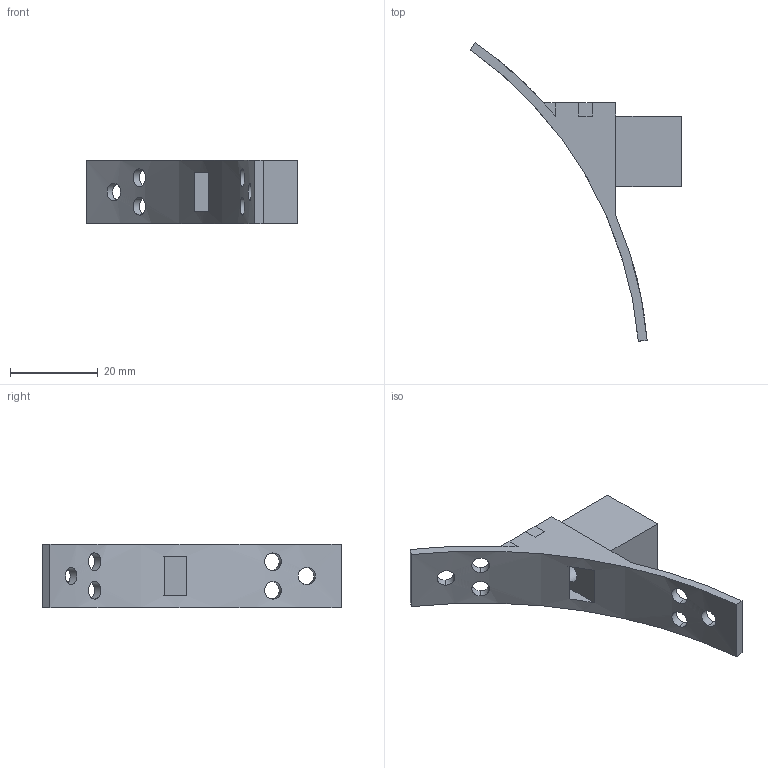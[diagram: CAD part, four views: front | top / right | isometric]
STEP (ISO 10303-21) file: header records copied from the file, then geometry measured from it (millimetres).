
FILE_DESCRIPTION(/* description */ ('VariCAD 2022-1.06 AP-214'),/* implementation_level */ '2;1');
FILE_NAME(/* name */ 'air_inlet.stp',/* time_stamp */ '2022-06-16T22:29:35-05:00',/* author */ (''),/* organization */ (''),/* preprocessor_version */ 'VariCAD 2022-1.06',/* originating_system */ 'VariCAD 2022-1.06; kernel version (20180118)',/* authorisation */ '');
FILE_SCHEMA(('AUTOMOTIVE_DESIGN'));
Length unit declared in the file: millimetre
Products named in the file (2): air_inlet
Assembly tree (1 placements, depth 2):
  air_inlet
    (unnamed)
Bounding box: 48.09 x 67.88 x 14.5 mm (x, y, z)
Volume: 7598.7 mm3; surface area: 4713.1 mm2
Topology: 1 solids, 1 shells, 41 faces, 108 edges, 70 vertices
Faces by surface type: plane 24, cylinder 17
Entity records: 1594 total; most frequent: CARTESIAN_POINT 535, ORIENTED_EDGE 216, DIRECTION 188, EDGE_CURVE 108, LINE 70, VECTOR 70, VERTEX_POINT 70, AXIS2_PLACEMENT_3D 59
